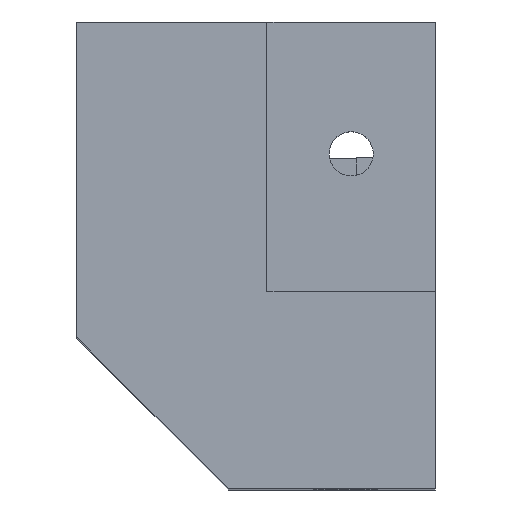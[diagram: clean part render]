
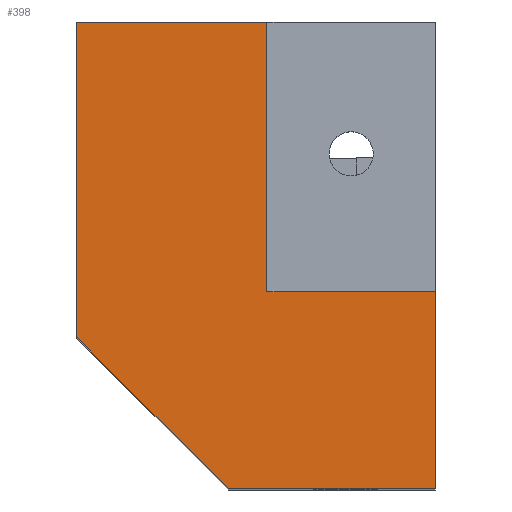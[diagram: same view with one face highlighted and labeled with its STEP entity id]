
A CAD part, top view. The second image highlights one B-rep face of the part: STEP entity #398.
In plain terms, the highlighted planar face has unit normal (0, 0, 1).
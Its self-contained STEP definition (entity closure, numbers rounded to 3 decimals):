
#83 = VERTEX_POINT('',#84);
#84 = CARTESIAN_POINT('',(0.,33.8,47.945));
#106 = VERTEX_POINT('',#107);
#107 = CARTESIAN_POINT('',(0.,11.,47.945));
#113 = EDGE_CURVE('',#106,#83,#114,.T.);
#114 = LINE('',#115,#116);
#115 = CARTESIAN_POINT('',(0.,11.,47.945));
#116 = VECTOR('',#117,1.);
#117 = DIRECTION('',(0.,1.,0.));
#240 = VERTEX_POINT('',#241);
#241 = CARTESIAN_POINT('',(25.99,14.265,47.945));
#247 = EDGE_CURVE('',#240,#248,#250,.T.);
#248 = VERTEX_POINT('',#249);
#249 = CARTESIAN_POINT('',(25.99,0.,47.945));
#250 = LINE('',#251,#252);
#251 = CARTESIAN_POINT('',(25.99,33.8,47.945));
#252 = VECTOR('',#253,1.);
#253 = DIRECTION('',(0.,-1.,0.));
#278 = VERTEX_POINT('',#279);
#279 = CARTESIAN_POINT('',(11.,0.,47.945));
#287 = EDGE_CURVE('',#278,#248,#288,.T.);
#288 = LINE('',#289,#290);
#289 = CARTESIAN_POINT('',(23.84,0.,47.945));
#290 = VECTOR('',#291,1.);
#291 = DIRECTION('',(1.,0.,0.));
#326 = EDGE_CURVE('',#106,#278,#327,.T.);
#327 = LINE('',#328,#329);
#328 = CARTESIAN_POINT('',(0.,11.,47.945));
#329 = VECTOR('',#330,1.);
#330 = DIRECTION('',(0.707,-0.707,0.));
#371 = EDGE_CURVE('',#83,#372,#374,.T.);
#372 = VERTEX_POINT('',#373);
#373 = CARTESIAN_POINT('',(13.79,33.8,47.945));
#374 = LINE('',#375,#376);
#375 = CARTESIAN_POINT('',(0.,33.8,47.945));
#376 = VECTOR('',#377,1.);
#377 = DIRECTION('',(1.,0.,0.));
#398 = ADVANCED_FACE('',(#399),#420,.T.);
#399 = FACE_BOUND('',#400,.T.);
#400 = EDGE_LOOP('',(#401,#402,#403,#404,#405,#413,#419));
#401 = ORIENTED_EDGE('',*,*,#113,.F.);
#402 = ORIENTED_EDGE('',*,*,#326,.T.);
#403 = ORIENTED_EDGE('',*,*,#287,.T.);
#404 = ORIENTED_EDGE('',*,*,#247,.F.);
#405 = ORIENTED_EDGE('',*,*,#406,.F.);
#406 = EDGE_CURVE('',#407,#240,#409,.T.);
#407 = VERTEX_POINT('',#408);
#408 = CARTESIAN_POINT('',(13.79,14.265,47.945));
#409 = LINE('',#410,#411);
#410 = CARTESIAN_POINT('',(13.873,14.265,47.945));
#411 = VECTOR('',#412,1.);
#412 = DIRECTION('',(1.,0.,0.));
#413 = ORIENTED_EDGE('',*,*,#414,.F.);
#414 = EDGE_CURVE('',#372,#407,#415,.T.);
#415 = LINE('',#416,#417);
#416 = CARTESIAN_POINT('',(13.79,25.942,47.945));
#417 = VECTOR('',#418,1.);
#418 = DIRECTION('',(0.,-1.,0.));
#419 = ORIENTED_EDGE('',*,*,#371,.F.);
#420 = PLANE('',#421);
#421 = AXIS2_PLACEMENT_3D('',#422,#423,#424);
#422 = CARTESIAN_POINT('',(13.957,18.084,47.945));
#423 = DIRECTION('',(0.,0.,1.));
#424 = DIRECTION('',(1.,0.,-0.));
